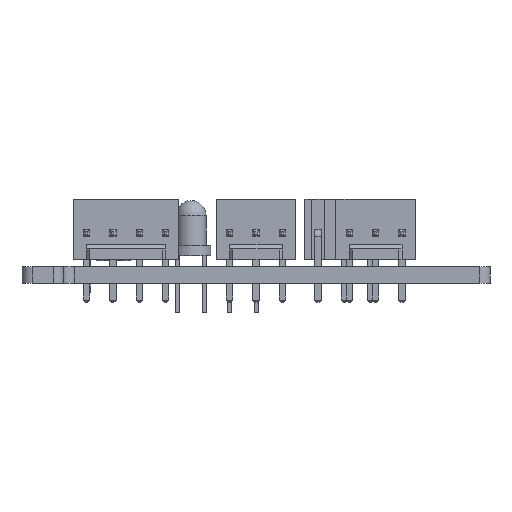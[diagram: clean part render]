
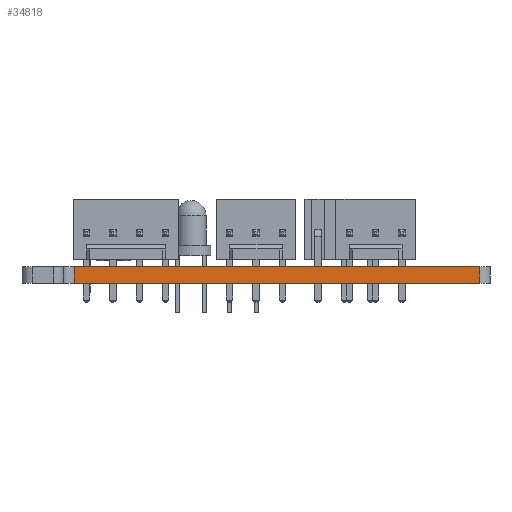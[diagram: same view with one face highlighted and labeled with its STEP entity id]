
A CAD part, left-side view. The second image highlights one B-rep face of the part: STEP entity #34818.
In plain terms, the highlighted planar face has unit normal (-1, 0, 0).
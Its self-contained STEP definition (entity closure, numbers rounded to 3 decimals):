
#29370 = PLANE('',#29371);
#29371 = AXIS2_PLACEMENT_3D('',#29372,#29373,#29374);
#29372 = CARTESIAN_POINT('',(93.296,-71.576,1.6));
#29373 = DIRECTION('',(-0.,-0.,-1.));
#29374 = DIRECTION('',(-1.,0.,0.));
#29424 = PLANE('',#29425);
#29425 = AXIS2_PLACEMENT_3D('',#29426,#29427,#29428);
#29426 = CARTESIAN_POINT('',(93.296,-71.576,0.));
#29427 = DIRECTION('',(-0.,-0.,-1.));
#29428 = DIRECTION('',(-1.,0.,0.));
#29637 = VERTEX_POINT('',#29638);
#29638 = CARTESIAN_POINT('',(76.,-95.,0.));
#29657 = CYLINDRICAL_SURFACE('',#29658,1.);
#29658 = AXIS2_PLACEMENT_3D('',#29659,#29660,#29661);
#29659 = CARTESIAN_POINT('',(77.,-95.,0.));
#29660 = DIRECTION('',(-0.,-0.,-1.));
#29661 = DIRECTION('',(1.,0.,-0.));
#29669 = EDGE_CURVE('',#29637,#29670,#29672,.T.);
#29670 = VERTEX_POINT('',#29671);
#29671 = CARTESIAN_POINT('',(76.,-56.,0.));
#29672 = SURFACE_CURVE('',#29673,(#29677,#29684),.PCURVE_S1.);
#29673 = LINE('',#29674,#29675);
#29674 = CARTESIAN_POINT('',(76.,-95.,0.));
#29675 = VECTOR('',#29676,1.);
#29676 = DIRECTION('',(0.,1.,0.));
#29677 = PCURVE('',#29424,#29678);
#29678 = DEFINITIONAL_REPRESENTATION('',(#29679),#29683);
#29679 = LINE('',#29680,#29681);
#29680 = CARTESIAN_POINT('',(17.296,-23.424));
#29681 = VECTOR('',#29682,1.);
#29682 = DIRECTION('',(0.,1.));
#29683 = ( GEOMETRIC_REPRESENTATION_CONTEXT(2) 
PARAMETRIC_REPRESENTATION_CONTEXT() REPRESENTATION_CONTEXT('2D SPACE',''
  ) );
#29684 = PCURVE('',#29685,#29690);
#29685 = PLANE('',#29686);
#29686 = AXIS2_PLACEMENT_3D('',#29687,#29688,#29689);
#29687 = CARTESIAN_POINT('',(76.,-95.,0.));
#29688 = DIRECTION('',(-1.,0.,0.));
#29689 = DIRECTION('',(0.,1.,0.));
#29690 = DEFINITIONAL_REPRESENTATION('',(#29691),#29695);
#29691 = LINE('',#29692,#29693);
#29692 = CARTESIAN_POINT('',(0.,0.));
#29693 = VECTOR('',#29694,1.);
#29694 = DIRECTION('',(1.,0.));
#29695 = ( GEOMETRIC_REPRESENTATION_CONTEXT(2) 
PARAMETRIC_REPRESENTATION_CONTEXT() REPRESENTATION_CONTEXT('2D SPACE',''
  ) );
#29718 = CYLINDRICAL_SURFACE('',#29719,1.);
#29719 = AXIS2_PLACEMENT_3D('',#29720,#29721,#29722);
#29720 = CARTESIAN_POINT('',(75.,-56.,0.));
#29721 = DIRECTION('',(-0.,-0.,-1.));
#29722 = DIRECTION('',(1.,0.,-0.));
#32370 = VERTEX_POINT('',#32371);
#32371 = CARTESIAN_POINT('',(76.,-95.,1.6));
#32397 = EDGE_CURVE('',#32370,#32398,#32400,.T.);
#32398 = VERTEX_POINT('',#32399);
#32399 = CARTESIAN_POINT('',(76.,-56.,1.6));
#32400 = SURFACE_CURVE('',#32401,(#32405,#32412),.PCURVE_S1.);
#32401 = LINE('',#32402,#32403);
#32402 = CARTESIAN_POINT('',(76.,-95.,1.6));
#32403 = VECTOR('',#32404,1.);
#32404 = DIRECTION('',(0.,1.,0.));
#32405 = PCURVE('',#29370,#32406);
#32406 = DEFINITIONAL_REPRESENTATION('',(#32407),#32411);
#32407 = LINE('',#32408,#32409);
#32408 = CARTESIAN_POINT('',(17.296,-23.424));
#32409 = VECTOR('',#32410,1.);
#32410 = DIRECTION('',(0.,1.));
#32411 = ( GEOMETRIC_REPRESENTATION_CONTEXT(2) 
PARAMETRIC_REPRESENTATION_CONTEXT() REPRESENTATION_CONTEXT('2D SPACE',''
  ) );
#32412 = PCURVE('',#29685,#32413);
#32413 = DEFINITIONAL_REPRESENTATION('',(#32414),#32418);
#32414 = LINE('',#32415,#32416);
#32415 = CARTESIAN_POINT('',(0.,-1.6));
#32416 = VECTOR('',#32417,1.);
#32417 = DIRECTION('',(1.,0.));
#32418 = ( GEOMETRIC_REPRESENTATION_CONTEXT(2) 
PARAMETRIC_REPRESENTATION_CONTEXT() REPRESENTATION_CONTEXT('2D SPACE',''
  ) );
#34768 = EDGE_CURVE('',#29637,#32370,#34769,.T.);
#34769 = SURFACE_CURVE('',#34770,(#34774,#34781),.PCURVE_S1.);
#34770 = LINE('',#34771,#34772);
#34771 = CARTESIAN_POINT('',(76.,-95.,0.));
#34772 = VECTOR('',#34773,1.);
#34773 = DIRECTION('',(0.,0.,1.));
#34774 = PCURVE('',#29657,#34775);
#34775 = DEFINITIONAL_REPRESENTATION('',(#34776),#34780);
#34776 = LINE('',#34777,#34778);
#34777 = CARTESIAN_POINT('',(-3.142,0.));
#34778 = VECTOR('',#34779,1.);
#34779 = DIRECTION('',(-0.,-1.));
#34780 = ( GEOMETRIC_REPRESENTATION_CONTEXT(2) 
PARAMETRIC_REPRESENTATION_CONTEXT() REPRESENTATION_CONTEXT('2D SPACE',''
  ) );
#34781 = PCURVE('',#29685,#34782);
#34782 = DEFINITIONAL_REPRESENTATION('',(#34783),#34787);
#34783 = LINE('',#34784,#34785);
#34784 = CARTESIAN_POINT('',(0.,0.));
#34785 = VECTOR('',#34786,1.);
#34786 = DIRECTION('',(0.,-1.));
#34787 = ( GEOMETRIC_REPRESENTATION_CONTEXT(2) 
PARAMETRIC_REPRESENTATION_CONTEXT() REPRESENTATION_CONTEXT('2D SPACE',''
  ) );
#34818 = ADVANCED_FACE('',(#34819),#29685,.T.);
#34819 = FACE_BOUND('',#34820,.T.);
#34820 = EDGE_LOOP('',(#34821,#34822,#34823,#34844));
#34821 = ORIENTED_EDGE('',*,*,#34768,.T.);
#34822 = ORIENTED_EDGE('',*,*,#32397,.T.);
#34823 = ORIENTED_EDGE('',*,*,#34824,.F.);
#34824 = EDGE_CURVE('',#29670,#32398,#34825,.T.);
#34825 = SURFACE_CURVE('',#34826,(#34830,#34837),.PCURVE_S1.);
#34826 = LINE('',#34827,#34828);
#34827 = CARTESIAN_POINT('',(76.,-56.,0.));
#34828 = VECTOR('',#34829,1.);
#34829 = DIRECTION('',(0.,0.,1.));
#34830 = PCURVE('',#29685,#34831);
#34831 = DEFINITIONAL_REPRESENTATION('',(#34832),#34836);
#34832 = LINE('',#34833,#34834);
#34833 = CARTESIAN_POINT('',(39.,0.));
#34834 = VECTOR('',#34835,1.);
#34835 = DIRECTION('',(0.,-1.));
#34836 = ( GEOMETRIC_REPRESENTATION_CONTEXT(2) 
PARAMETRIC_REPRESENTATION_CONTEXT() REPRESENTATION_CONTEXT('2D SPACE',''
  ) );
#34837 = PCURVE('',#29718,#34838);
#34838 = DEFINITIONAL_REPRESENTATION('',(#34839),#34843);
#34839 = LINE('',#34840,#34841);
#34840 = CARTESIAN_POINT('',(-0.,0.));
#34841 = VECTOR('',#34842,1.);
#34842 = DIRECTION('',(-0.,-1.));
#34843 = ( GEOMETRIC_REPRESENTATION_CONTEXT(2) 
PARAMETRIC_REPRESENTATION_CONTEXT() REPRESENTATION_CONTEXT('2D SPACE',''
  ) );
#34844 = ORIENTED_EDGE('',*,*,#29669,.F.);
